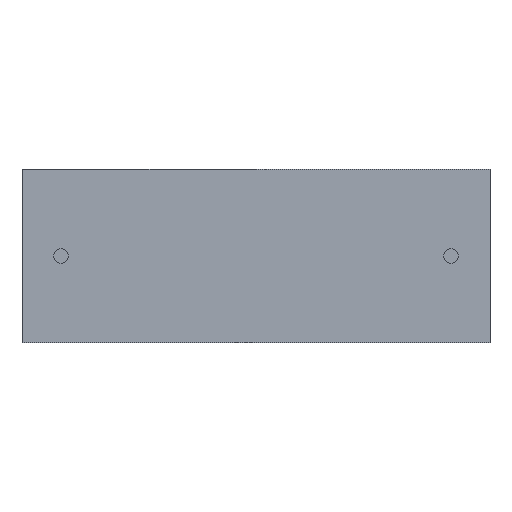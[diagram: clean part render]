
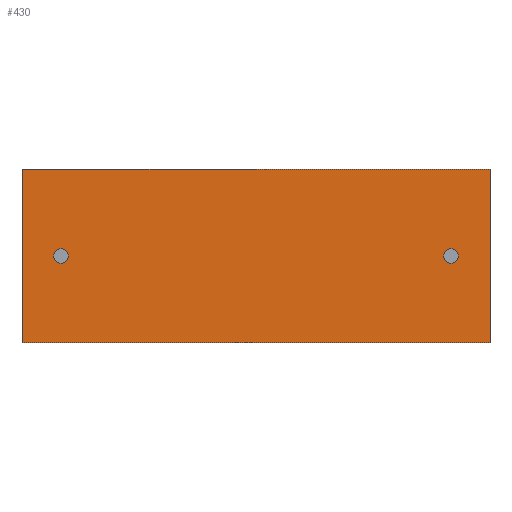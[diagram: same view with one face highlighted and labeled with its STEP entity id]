
A CAD part, front view. The second image highlights one B-rep face of the part: STEP entity #430.
In plain terms, the highlighted planar face has unit normal (0, -1, 0).
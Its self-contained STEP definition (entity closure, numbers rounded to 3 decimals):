
#11 = ORIENTED_EDGE ( 'NONE', *, *, #896, .F. ) ;
#53 = VECTOR ( 'NONE', #679, 1000. ) ;
#109 = CARTESIAN_POINT ( 'NONE',  ( 2.25, 0., 5. ) ) ;
#155 = CARTESIAN_POINT ( 'NONE',  ( 0., 0., 10. ) ) ;
#217 = VERTEX_POINT ( 'NONE', #781 ) ;
#234 = VERTEX_POINT ( 'NONE', #1904 ) ;
#236 = CIRCLE ( 'NONE', #1352, 0.425 ) ;
#283 = DIRECTION ( 'NONE',  ( 0., 0., 1. ) ) ;
#352 = FACE_BOUND ( 'NONE', #1358, .T. ) ;
#371 = DIRECTION ( 'NONE',  ( 0., 1., 0. ) ) ;
#382 = DIRECTION ( 'NONE',  ( 0., 0., -1. ) ) ;
#418 = EDGE_CURVE ( 'NONE', #1240, #234, #1373, .T. ) ;
#430 = ADVANCED_FACE ( 'NONE', ( #352, #2413, #1191 ), #523, .F. ) ;
#431 = CARTESIAN_POINT ( 'NONE',  ( 24.75, 0., 5.425 ) ) ;
#445 = ORIENTED_EDGE ( 'NONE', *, *, #418, .T. ) ;
#486 = DIRECTION ( 'NONE',  ( 0., -1., 0. ) ) ;
#516 = ORIENTED_EDGE ( 'NONE', *, *, #1560, .F. ) ;
#523 = PLANE ( 'NONE',  #559 ) ;
#559 = AXIS2_PLACEMENT_3D ( 'NONE', #834, #1443, #283 ) ;
#678 = DIRECTION ( 'NONE',  ( 0., 1., 0. ) ) ;
#679 = DIRECTION ( 'NONE',  ( 1., 0., 0. ) ) ;
#684 = CARTESIAN_POINT ( 'NONE',  ( 0., 0., 10. ) ) ;
#711 = DIRECTION ( 'NONE',  ( 0., -1., 0. ) ) ;
#735 = CIRCLE ( 'NONE', #1429, 0.425 ) ;
#743 = CARTESIAN_POINT ( 'NONE',  ( 0., 0., 0. ) ) ;
#781 = CARTESIAN_POINT ( 'NONE',  ( 2.25, 0., 4.575 ) ) ;
#782 = AXIS2_PLACEMENT_3D ( 'NONE', #787, #371, #382 ) ;
#787 = CARTESIAN_POINT ( 'NONE',  ( 24.75, 0., 5. ) ) ;
#805 = AXIS2_PLACEMENT_3D ( 'NONE', #109, #486, #871 ) ;
#810 = ORIENTED_EDGE ( 'NONE', *, *, #1699, .T. ) ;
#834 = CARTESIAN_POINT ( 'NONE',  ( 0., 0., 10. ) ) ;
#836 = CARTESIAN_POINT ( 'NONE',  ( 27., 0., 10. ) ) ;
#871 = DIRECTION ( 'NONE',  ( 0., 0., 1. ) ) ;
#874 = DIRECTION ( 'NONE',  ( 0., 0., -1. ) ) ;
#896 = EDGE_CURVE ( 'NONE', #1151, #217, #236, .T. ) ;
#904 = VERTEX_POINT ( 'NONE', #2422 ) ;
#957 = VECTOR ( 'NONE', #2000, 1000. ) ;
#1051 = EDGE_CURVE ( 'NONE', #1240, #1797, #2449, .T. ) ;
#1053 = EDGE_CURVE ( 'NONE', #1797, #904, #1163, .T. ) ;
#1067 = CIRCLE ( 'NONE', #782, 0.425 ) ;
#1128 = CARTESIAN_POINT ( 'NONE',  ( 2.25, 0., 5. ) ) ;
#1141 = CIRCLE ( 'NONE', #805, 0.425 ) ;
#1144 = CARTESIAN_POINT ( 'NONE',  ( 0., 0., 10. ) ) ;
#1151 = VERTEX_POINT ( 'NONE', #1467 ) ;
#1163 = LINE ( 'NONE', #2168, #957 ) ;
#1191 = FACE_BOUND ( 'NONE', #1773, .T. ) ;
#1240 = VERTEX_POINT ( 'NONE', #1144 ) ;
#1290 = DIRECTION ( 'NONE',  ( 0., 0., 1. ) ) ;
#1352 = AXIS2_PLACEMENT_3D ( 'NONE', #1128, #711, #1290 ) ;
#1358 = EDGE_LOOP ( 'NONE', ( #1656, #810 ) ) ;
#1373 = LINE ( 'NONE', #155, #1460 ) ;
#1429 = AXIS2_PLACEMENT_3D ( 'NONE', #2025, #678, #874 ) ;
#1443 = DIRECTION ( 'NONE',  ( 0., 1., 0. ) ) ;
#1460 = VECTOR ( 'NONE', #1503, 1000. ) ;
#1467 = CARTESIAN_POINT ( 'NONE',  ( 2.25, 0., 5.425 ) ) ;
#1503 = DIRECTION ( 'NONE',  ( 0., 0., -1. ) ) ;
#1560 = EDGE_CURVE ( 'NONE', #217, #1151, #1141, .T. ) ;
#1656 = ORIENTED_EDGE ( 'NONE', *, *, #1786, .T. ) ;
#1699 = EDGE_CURVE ( 'NONE', #1771, #2040, #1067, .T. ) ;
#1771 = VERTEX_POINT ( 'NONE', #2301 ) ;
#1773 = EDGE_LOOP ( 'NONE', ( #11, #516 ) ) ;
#1786 = EDGE_CURVE ( 'NONE', #2040, #1771, #735, .T. ) ;
#1797 = VERTEX_POINT ( 'NONE', #836 ) ;
#1800 = ORIENTED_EDGE ( 'NONE', *, *, #1051, .F. ) ;
#1801 = ORIENTED_EDGE ( 'NONE', *, *, #1803, .T. ) ;
#1803 = EDGE_CURVE ( 'NONE', #234, #904, #2156, .T. ) ;
#1904 = CARTESIAN_POINT ( 'NONE',  ( 0., 0., 0. ) ) ;
#2000 = DIRECTION ( 'NONE',  ( 0., 0., -1. ) ) ;
#2025 = CARTESIAN_POINT ( 'NONE',  ( 24.75, 0., 5. ) ) ;
#2040 = VERTEX_POINT ( 'NONE', #431 ) ;
#2156 = LINE ( 'NONE', #743, #2299 ) ;
#2168 = CARTESIAN_POINT ( 'NONE',  ( 27., 0., 10. ) ) ;
#2210 = ORIENTED_EDGE ( 'NONE', *, *, #1053, .F. ) ;
#2277 = DIRECTION ( 'NONE',  ( 1., 0., 0. ) ) ;
#2282 = EDGE_LOOP ( 'NONE', ( #1801, #2210, #1800, #445 ) ) ;
#2299 = VECTOR ( 'NONE', #2277, 1000. ) ;
#2301 = CARTESIAN_POINT ( 'NONE',  ( 24.75, 0., 4.575 ) ) ;
#2413 = FACE_OUTER_BOUND ( 'NONE', #2282, .T. ) ;
#2422 = CARTESIAN_POINT ( 'NONE',  ( 27., 0., 0. ) ) ;
#2449 = LINE ( 'NONE', #684, #53 ) ;
